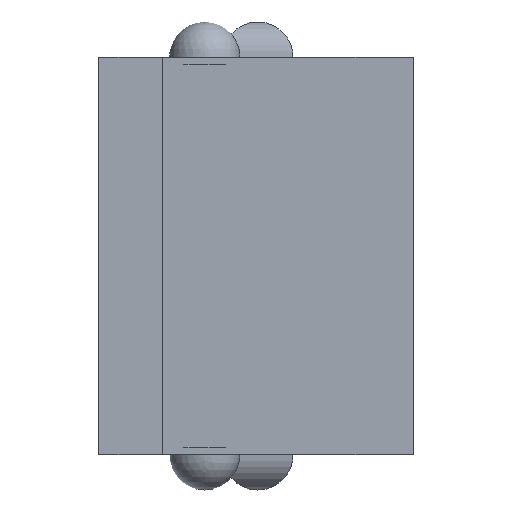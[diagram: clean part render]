
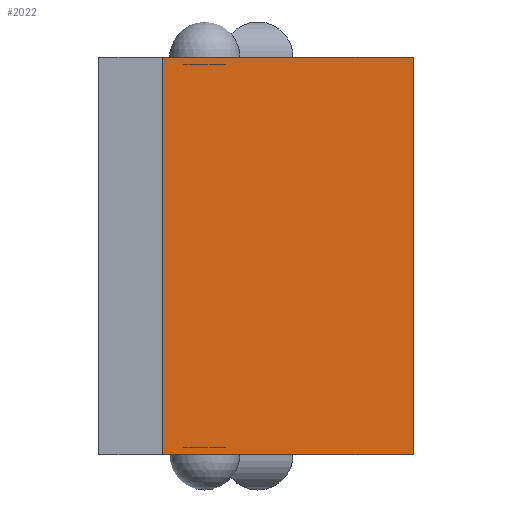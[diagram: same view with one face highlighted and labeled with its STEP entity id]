
A CAD part, left-side view. The second image highlights one B-rep face of the part: STEP entity #2022.
In plain terms, the highlighted planar face has unit normal (-1, 0, 0).
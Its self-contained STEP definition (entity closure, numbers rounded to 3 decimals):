
#204=FACE_OUTER_BOUND('',#340,.T.);
#340=EDGE_LOOP('',(#1680,#1681,#1682,#1683));
#420=LINE('',#2912,#644);
#444=LINE('',#2964,#668);
#565=LINE('',#3262,#789);
#566=LINE('',#3264,#790);
#644=VECTOR('',#2313,10.);
#668=VECTOR('',#2349,10.);
#789=VECTOR('',#2654,10.);
#790=VECTOR('',#2657,10.);
#863=VERTEX_POINT('',#2909);
#864=VERTEX_POINT('',#2911);
#885=VERTEX_POINT('',#2961);
#886=VERTEX_POINT('',#2963);
#1055=EDGE_CURVE('',#864,#863,#420,.T.);
#1081=EDGE_CURVE('',#885,#886,#444,.T.);
#1224=EDGE_CURVE('',#863,#886,#565,.T.);
#1225=EDGE_CURVE('',#885,#864,#566,.T.);
#1680=ORIENTED_EDGE('',*,*,#1224,.T.);
#1681=ORIENTED_EDGE('',*,*,#1081,.F.);
#1682=ORIENTED_EDGE('',*,*,#1225,.T.);
#1683=ORIENTED_EDGE('',*,*,#1055,.T.);
#1914=PLANE('',#2190);
#2022=ADVANCED_FACE('',(#204),#1914,.T.);
#2190=AXIS2_PLACEMENT_3D('',#3263,#2655,#2656);
#2313=DIRECTION('',(0.,1.,0.));
#2349=DIRECTION('',(0.,1.,0.));
#2654=DIRECTION('',(0.,0.,-1.));
#2655=DIRECTION('center_axis',(-1.,0.,0.));
#2656=DIRECTION('ref_axis',(0.,0.,1.));
#2657=DIRECTION('',(0.,0.,1.));
#2909=CARTESIAN_POINT('',(-147.5,7.1,5.625));
#2911=CARTESIAN_POINT('',(-147.5,0.,5.625));
#2912=CARTESIAN_POINT('',(-147.5,0.,5.625));
#2961=CARTESIAN_POINT('',(-147.5,0.,-5.625));
#2963=CARTESIAN_POINT('',(-147.5,7.1,-5.625));
#2964=CARTESIAN_POINT('',(-147.5,0.,-5.625));
#3262=CARTESIAN_POINT('',(-147.5,7.1,-2.813));
#3263=CARTESIAN_POINT('Origin',(-147.5,0.,-5.625));
#3264=CARTESIAN_POINT('',(-147.5,0.,-5.625));
